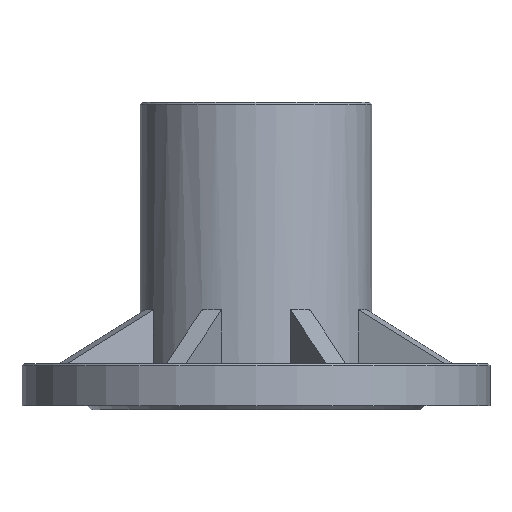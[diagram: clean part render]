
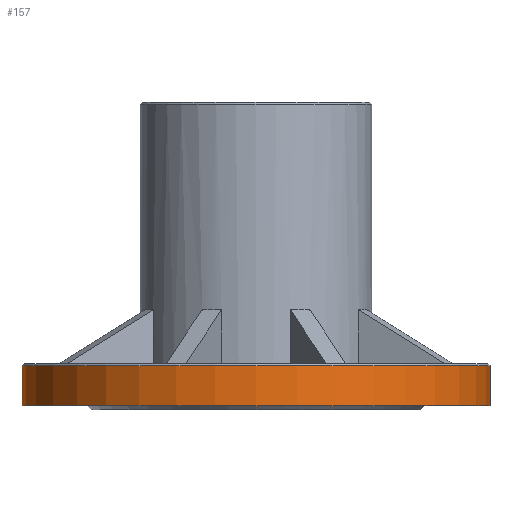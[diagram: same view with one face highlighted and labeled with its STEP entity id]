
A CAD part, front view. The second image highlights one B-rep face of the part: STEP entity #157.
In plain terms, the highlighted cylindrical face has radius 111 mm (diameter 222 mm), a full revolution.
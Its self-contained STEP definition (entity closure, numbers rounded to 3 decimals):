
#157 = ADVANCED_FACE( '', ( #344, #345 ), #346, .T. );
#344 = FACE_OUTER_BOUND( '', #523, .T. );
#345 = FACE_OUTER_BOUND( '', #524, .T. );
#346 = CYLINDRICAL_SURFACE( '', #525, 111. );
#523 = EDGE_LOOP( '', ( #902 ) );
#524 = EDGE_LOOP( '', ( #903 ) );
#525 = AXIS2_PLACEMENT_3D( '', #904, #905, #906 );
#902 = ORIENTED_EDGE( '', *, *, #1046, .T. );
#903 = ORIENTED_EDGE( '', *, *, #1036, .F. );
#904 = CARTESIAN_POINT( '', ( 0., 0., 22. ) );
#905 = DIRECTION( '', ( 0., 0., -1. ) );
#906 = DIRECTION( '', ( 1., 0., 0. ) );
#1036 = EDGE_CURVE( '', #1251, #1251, #1252, .T. );
#1046 = EDGE_CURVE( '', #1266, #1266, #1267, .T. );
#1251 = VERTEX_POINT( '', #1527 );
#1252 = CIRCLE( '', #1528, 111. );
#1266 = VERTEX_POINT( '', #1543 );
#1267 = CIRCLE( '', #1544, 111. );
#1527 = CARTESIAN_POINT( '', ( 111., 0., 21. ) );
#1528 = AXIS2_PLACEMENT_3D( '', #1719, #1720, #1721 );
#1543 = CARTESIAN_POINT( '', ( 111., 0., 2. ) );
#1544 = AXIS2_PLACEMENT_3D( '', #1735, #1736, #1737 );
#1719 = CARTESIAN_POINT( '', ( 0., 0., 21. ) );
#1720 = DIRECTION( '', ( 0., 0., 1. ) );
#1721 = DIRECTION( '', ( 1., 0., 0. ) );
#1735 = CARTESIAN_POINT( '', ( 0., 0., 2. ) );
#1736 = DIRECTION( '', ( 0., 0., 1. ) );
#1737 = DIRECTION( '', ( 1., 0., 0. ) );
